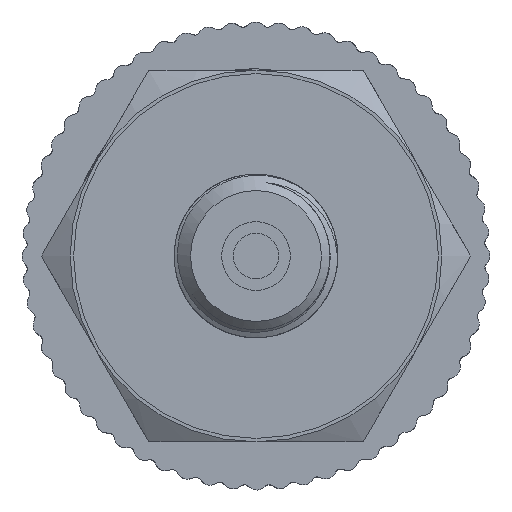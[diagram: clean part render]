
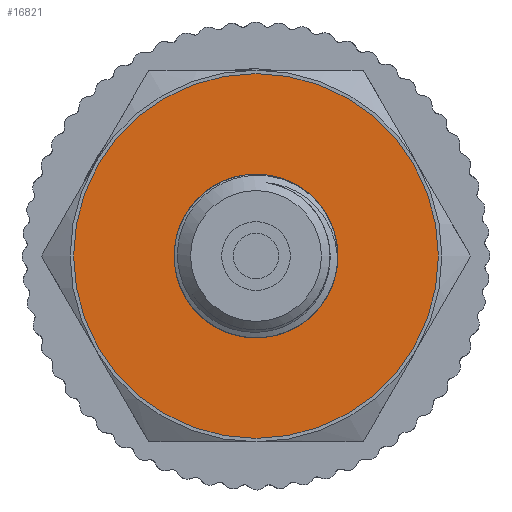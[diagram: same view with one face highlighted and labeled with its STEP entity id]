
A CAD part, left-side view. The second image highlights one B-rep face of the part: STEP entity #16821.
In plain terms, the highlighted planar face has unit normal (-1, 0, 0).
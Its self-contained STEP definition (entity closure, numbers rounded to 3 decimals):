
#160=PLANE('',#17707);
#881=FACE_BOUND('',#2273,.T.);
#1310=FACE_OUTER_BOUND('',#2272,.T.);
#2272=EDGE_LOOP('',(#13008));
#2273=EDGE_LOOP('',(#13009));
#2996=CIRCLE('',#17690,13.25);
#3006=CIRCLE('',#17705,5.942);
#7329=VERTEX_POINT('',#36459);
#7338=VERTEX_POINT('',#37634);
#9399=EDGE_CURVE('',#7329,#7329,#2996,.T.);
#9415=EDGE_CURVE('',#7338,#7338,#3006,.T.);
#13008=ORIENTED_EDGE('',*,*,#9399,.T.);
#13009=ORIENTED_EDGE('',*,*,#9415,.T.);
#16821=ADVANCED_FACE('',(#1310,#881),#160,.T.);
#17690=AXIS2_PLACEMENT_3D('',#36461,#19104,#19105);
#17705=AXIS2_PLACEMENT_3D('',#37635,#19136,#19137);
#17707=AXIS2_PLACEMENT_3D('',#38005,#19141,#19142);
#19104=DIRECTION('center_axis',(-1.,0.,0.));
#19105=DIRECTION('ref_axis',(0.,1.,0.));
#19136=DIRECTION('center_axis',(1.,0.,0.));
#19137=DIRECTION('ref_axis',(0.,1.,0.));
#19141=DIRECTION('center_axis',(-1.,0.,0.));
#19142=DIRECTION('ref_axis',(0.,0.,1.));
#36459=CARTESIAN_POINT('',(-47.,-13.25,0.));
#36461=CARTESIAN_POINT('Origin',(-47.,0.,0.));
#37634=CARTESIAN_POINT('',(-47.,-5.942,0.));
#37635=CARTESIAN_POINT('Origin',(-47.,0.,0.));
#38005=CARTESIAN_POINT('Origin',(-47.,13.5,0.));
